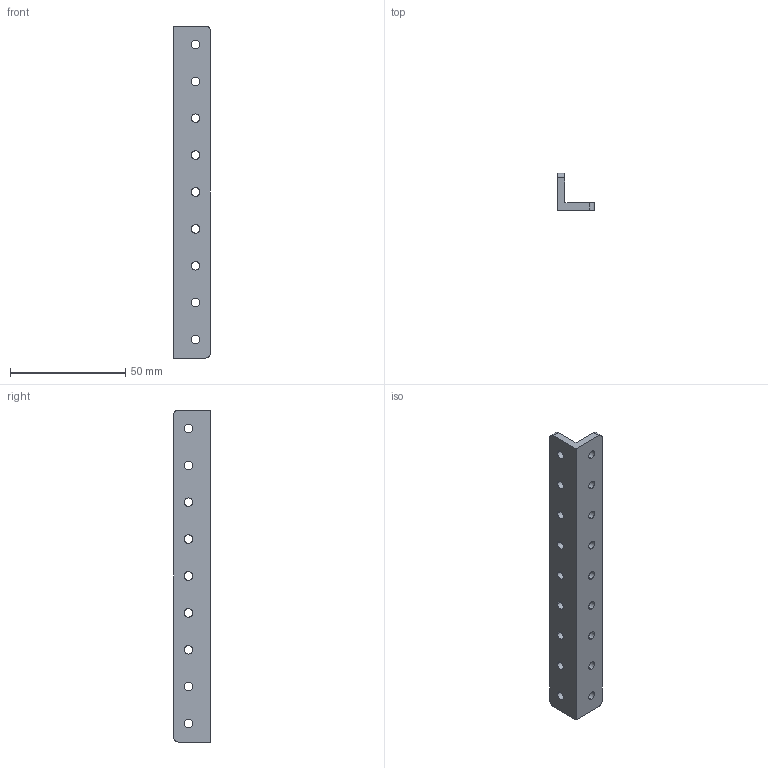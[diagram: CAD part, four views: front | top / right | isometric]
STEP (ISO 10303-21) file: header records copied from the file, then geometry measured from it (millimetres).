
FILE_DESCRIPTION (( 'STEP AP214' ), '1' );
FILE_NAME ('39072_TXM-144mmAngle.STEP', '2017-01-16T14:29:58', ( '' ), ( '' ), 'SwSTEP 2.0', 'SolidWorks 2016', '' );
FILE_SCHEMA (( 'AUTOMOTIVE_DESIGN' ));
Length unit declared in the file: millimetre
Products named in the file (2): 39072_TXM-144mmAngle
Bounding box: 16 x 16 x 144 mm (x, y, z)
Volume: 12640.7 mm3; surface area: 9664.9 mm2
Topology: 1 solids, 1 shells, 48 faces, 138 edges, 92 vertices
Faces by surface type: cylinder 40, plane 8
Entity records: 1743 total; most frequent: DIRECTION 318, CARTESIAN_POINT 280, ORIENTED_EDGE 276, EDGE_CURVE 138, AXIS2_PLACEMENT_3D 130, VERTEX_POINT 92, EDGE_LOOP 84, CIRCLE 80
